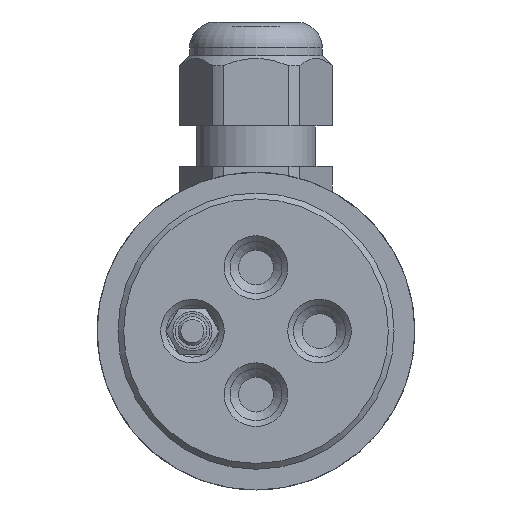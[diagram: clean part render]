
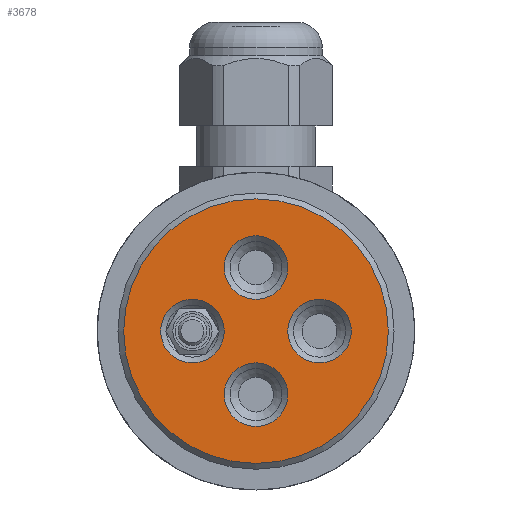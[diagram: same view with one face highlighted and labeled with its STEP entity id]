
A CAD part, left-side view. The second image highlights one B-rep face of the part: STEP entity #3678.
In plain terms, the highlighted planar face has unit normal (-1, 0, 0).
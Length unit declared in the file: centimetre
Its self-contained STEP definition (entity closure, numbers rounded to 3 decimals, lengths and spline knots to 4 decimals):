
#189=FACE_BOUND('',#560,.T.);
#190=FACE_BOUND('',#561,.T.);
#191=FACE_BOUND('',#562,.T.);
#192=FACE_BOUND('',#563,.T.);
#330=FACE_OUTER_BOUND('',#559,.T.);
#559=EDGE_LOOP('',(#2705));
#560=EDGE_LOOP('',(#2706,#2707));
#561=EDGE_LOOP('',(#2708,#2709));
#562=EDGE_LOOP('',(#2710,#2711));
#563=EDGE_LOOP('',(#2712,#2713));
#808=CIRCLE('',#3999,2.29);
#809=CIRCLE('',#4000,0.55);
#810=CIRCLE('',#4001,0.55);
#811=CIRCLE('',#4002,0.55);
#812=CIRCLE('',#4003,0.55);
#813=CIRCLE('',#4004,0.55);
#814=CIRCLE('',#4005,0.55);
#815=CIRCLE('',#4006,0.55);
#816=CIRCLE('',#4007,0.55);
#1581=VERTEX_POINT('',#6022);
#1582=VERTEX_POINT('',#6024);
#1583=VERTEX_POINT('',#6025);
#1584=VERTEX_POINT('',#6028);
#1585=VERTEX_POINT('',#6029);
#1586=VERTEX_POINT('',#6032);
#1587=VERTEX_POINT('',#6033);
#1588=VERTEX_POINT('',#6036);
#1589=VERTEX_POINT('',#6037);
#1991=EDGE_CURVE('',#1581,#1581,#808,.T.);
#1992=EDGE_CURVE('',#1582,#1583,#809,.T.);
#1993=EDGE_CURVE('',#1583,#1582,#810,.T.);
#1994=EDGE_CURVE('',#1584,#1585,#811,.T.);
#1995=EDGE_CURVE('',#1585,#1584,#812,.T.);
#1996=EDGE_CURVE('',#1586,#1587,#813,.T.);
#1997=EDGE_CURVE('',#1587,#1586,#814,.T.);
#1998=EDGE_CURVE('',#1588,#1589,#815,.T.);
#1999=EDGE_CURVE('',#1589,#1588,#816,.T.);
#2705=ORIENTED_EDGE('',*,*,#1991,.F.);
#2706=ORIENTED_EDGE('',*,*,#1992,.T.);
#2707=ORIENTED_EDGE('',*,*,#1993,.T.);
#2708=ORIENTED_EDGE('',*,*,#1994,.T.);
#2709=ORIENTED_EDGE('',*,*,#1995,.T.);
#2710=ORIENTED_EDGE('',*,*,#1996,.T.);
#2711=ORIENTED_EDGE('',*,*,#1997,.T.);
#2712=ORIENTED_EDGE('',*,*,#1998,.T.);
#2713=ORIENTED_EDGE('',*,*,#1999,.T.);
#3560=PLANE('',#3998);
#3678=ADVANCED_FACE('',(#330,#189,#190,#191,#192),#3560,.T.);
#3998=AXIS2_PLACEMENT_3D('',#6021,#4709,#4710);
#3999=AXIS2_PLACEMENT_3D('',#6023,#4711,#4712);
#4000=AXIS2_PLACEMENT_3D('',#6026,#4713,#4714);
#4001=AXIS2_PLACEMENT_3D('',#6027,#4715,#4716);
#4002=AXIS2_PLACEMENT_3D('',#6030,#4717,#4718);
#4003=AXIS2_PLACEMENT_3D('',#6031,#4719,#4720);
#4004=AXIS2_PLACEMENT_3D('',#6034,#4721,#4722);
#4005=AXIS2_PLACEMENT_3D('',#6035,#4723,#4724);
#4006=AXIS2_PLACEMENT_3D('',#6038,#4725,#4726);
#4007=AXIS2_PLACEMENT_3D('',#6039,#4727,#4728);
#4709=DIRECTION('center_axis',(-1.,0.,0.));
#4710=DIRECTION('ref_axis',(0.,0.,1.));
#4711=DIRECTION('center_axis',(1.,0.,0.));
#4712=DIRECTION('ref_axis',(0.,-1.,0.));
#4713=DIRECTION('center_axis',(1.,0.,0.));
#4714=DIRECTION('ref_axis',(0.,-1.,0.));
#4715=DIRECTION('center_axis',(1.,0.,0.));
#4716=DIRECTION('ref_axis',(0.,-1.,0.));
#4717=DIRECTION('center_axis',(1.,0.,0.));
#4718=DIRECTION('ref_axis',(0.,0.,1.));
#4719=DIRECTION('center_axis',(1.,0.,0.));
#4720=DIRECTION('ref_axis',(0.,0.,1.));
#4721=DIRECTION('center_axis',(1.,0.,0.));
#4722=DIRECTION('ref_axis',(0.,1.,0.));
#4723=DIRECTION('center_axis',(1.,0.,0.));
#4724=DIRECTION('ref_axis',(0.,1.,0.));
#4725=DIRECTION('center_axis',(1.,0.,0.));
#4726=DIRECTION('ref_axis',(0.,0.,-1.));
#4727=DIRECTION('center_axis',(1.,0.,0.));
#4728=DIRECTION('ref_axis',(0.,0.,-1.));
#6021=CARTESIAN_POINT('Origin',(-2.7417,2.4123,0.));
#6022=CARTESIAN_POINT('',(-2.7417,2.3123,0.));
#6023=CARTESIAN_POINT('Origin',(-2.7417,0.0223,0.));
#6024=CARTESIAN_POINT('',(-2.7417,-1.6277,0.));
#6025=CARTESIAN_POINT('',(-2.7417,-0.5277,0.));
#6026=CARTESIAN_POINT('Origin',(-2.7417,-1.0777,0.));
#6027=CARTESIAN_POINT('Origin',(-2.7417,-1.0777,0.));
#6028=CARTESIAN_POINT('',(-2.7417,0.0223,1.65));
#6029=CARTESIAN_POINT('',(-2.7417,0.0223,0.55));
#6030=CARTESIAN_POINT('Origin',(-2.7417,0.0223,1.1));
#6031=CARTESIAN_POINT('Origin',(-2.7417,0.0223,1.1));
#6032=CARTESIAN_POINT('',(-2.7417,1.6723,0.));
#6033=CARTESIAN_POINT('',(-2.7417,0.5723,0.));
#6034=CARTESIAN_POINT('Origin',(-2.7417,1.1223,0.));
#6035=CARTESIAN_POINT('Origin',(-2.7417,1.1223,0.));
#6036=CARTESIAN_POINT('',(-2.7417,0.0223,-1.65));
#6037=CARTESIAN_POINT('',(-2.7417,0.0223,-0.55));
#6038=CARTESIAN_POINT('Origin',(-2.7417,0.0223,-1.1));
#6039=CARTESIAN_POINT('Origin',(-2.7417,0.0223,-1.1));
